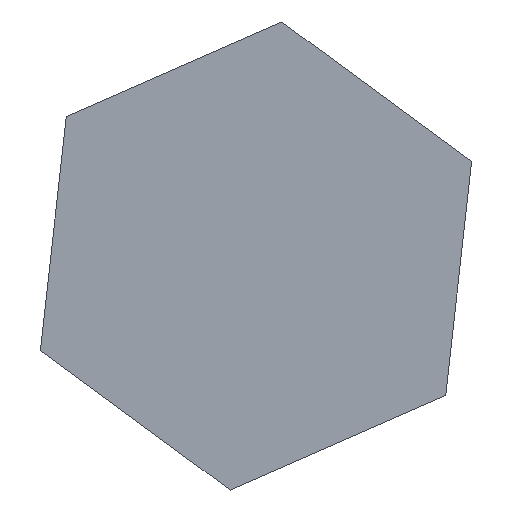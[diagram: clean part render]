
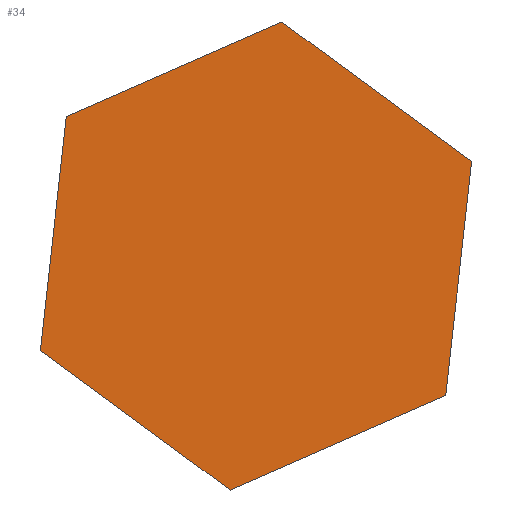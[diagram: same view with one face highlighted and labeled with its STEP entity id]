
A CAD part, front view. The second image highlights one B-rep face of the part: STEP entity #34.
In plain terms, the highlighted planar face has unit normal (0, -1, 0).
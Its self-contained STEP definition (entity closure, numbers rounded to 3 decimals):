
#6 = EDGE_CURVE ( 'NONE', #52, #57, #108, .T. ) ;
#11 = EDGE_CURVE ( 'NONE', #56, #60, #115, .T. ) ;
#19 = EDGE_CURVE ( 'NONE', #57, #56, #127, .T. ) ;
#21 = EDGE_CURVE ( 'NONE', #60, #62, #133, .T. ) ;
#27 = EDGE_CURVE ( 'NONE', #62, #58, #151, .T. ) ;
#28 = EDGE_CURVE ( 'NONE', #58, #52, #154, .T. ) ;
#34 = ADVANCED_FACE ( 'NONE', ( #248 ), #175, .F. ) ;
#52 = VERTEX_POINT ( 'NONE', #195 ) ;
#56 = VERTEX_POINT ( 'NONE', #199 ) ;
#57 = VERTEX_POINT ( 'NONE', #200 ) ;
#58 = VERTEX_POINT ( 'NONE', #194 ) ;
#60 = VERTEX_POINT ( 'NONE', #202 ) ;
#62 = VERTEX_POINT ( 'NONE', #204 ) ;
#94 = ORIENTED_EDGE ( 'NONE', *, *, #21, .F. ) ;
#95 = ORIENTED_EDGE ( 'NONE', *, *, #6, .F. ) ;
#96 = ORIENTED_EDGE ( 'NONE', *, *, #28, .F. ) ;
#97 = ORIENTED_EDGE ( 'NONE', *, *, #27, .F. ) ;
#98 = ORIENTED_EDGE ( 'NONE', *, *, #11, .F. ) ;
#99 = ORIENTED_EDGE ( 'NONE', *, *, #19, .F. ) ;
#107 = EDGE_LOOP ( 'NONE', ( #95, #96, #97, #94, #98, #99 ) ) ;
#108 = LINE ( 'NONE', #109, #246 ) ;
#109 = CARTESIAN_POINT ( 'NONE',  ( -11.34, 0., 32.049 ) ) ;
#110 = DIRECTION ( 'NONE',  ( 0.806, 0., -0.592 ) ) ;
#115 = LINE ( 'NONE', #116, #252 ) ;
#116 = CARTESIAN_POINT ( 'NONE',  ( 16.135, 0., -30.593 ) ) ;
#117 = DIRECTION ( 'NONE',  ( -0.916, 0., -0.402 ) ) ;
#127 = LINE ( 'NONE', #128, #273 ) ;
#128 = CARTESIAN_POINT ( 'NONE',  ( 20.481, 0., 8.659 ) ) ;
#129 = DIRECTION ( 'NONE',  ( -0.11, 0., -0.994 ) ) ;
#133 = LINE ( 'NONE', #134, #283 ) ;
#134 = CARTESIAN_POINT ( 'NONE',  ( -20.031, 0., -46.456 ) ) ;
#135 = DIRECTION ( 'NONE',  ( -0.806, 0., 0.592 ) ) ;
#151 = LINE ( 'NONE', #152, #276 ) ;
#152 = CARTESIAN_POINT ( 'NONE',  ( -51.852, 0., -23.066 ) ) ;
#153 = DIRECTION ( 'NONE',  ( 0.11, 0., 0.994 ) ) ;
#154 = LINE ( 'NONE', #155, #269 ) ;
#155 = CARTESIAN_POINT ( 'NONE',  ( -47.506, 0., 16.187 ) ) ;
#156 = DIRECTION ( 'NONE',  ( 0.916, 0., 0.402 ) ) ;
#175 = PLANE ( 'NONE',  #258 ) ;
#176 = CARTESIAN_POINT ( 'NONE',  ( 0., 0., 0. ) ) ;
#177 = DIRECTION ( 'NONE',  ( 0., 1., 0. ) ) ;
#178 = DIRECTION ( 'NONE',  ( 0., 0., 1. ) ) ;
#194 = CARTESIAN_POINT ( 'NONE',  ( -47.506, 0., 16.187 ) ) ;
#195 = CARTESIAN_POINT ( 'NONE',  ( -11.34, 0., 32.049 ) ) ;
#199 = CARTESIAN_POINT ( 'NONE',  ( 16.135, 0., -30.593 ) ) ;
#200 = CARTESIAN_POINT ( 'NONE',  ( 20.481, 0., 8.659 ) ) ;
#202 = CARTESIAN_POINT ( 'NONE',  ( -20.031, 0., -46.456 ) ) ;
#204 = CARTESIAN_POINT ( 'NONE',  ( -51.852, 0., -23.066 ) ) ;
#246 = VECTOR ( 'NONE', #110, 1000. ) ;
#248 = FACE_OUTER_BOUND ( 'NONE', #107, .T. ) ;
#252 = VECTOR ( 'NONE', #117, 1000. ) ;
#258 = AXIS2_PLACEMENT_3D ( 'NONE', #176, #177, #178 ) ;
#269 = VECTOR ( 'NONE', #156, 1000. ) ;
#273 = VECTOR ( 'NONE', #129, 1000. ) ;
#276 = VECTOR ( 'NONE', #153, 1000. ) ;
#283 = VECTOR ( 'NONE', #135, 1000. ) ;
